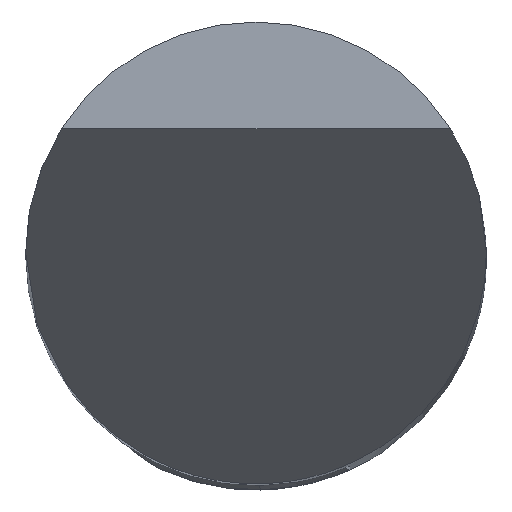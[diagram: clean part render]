
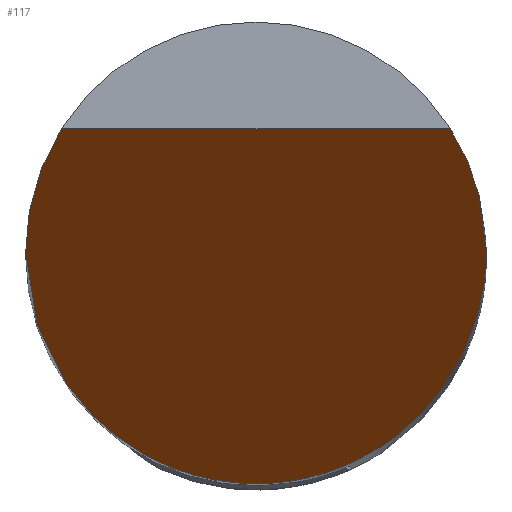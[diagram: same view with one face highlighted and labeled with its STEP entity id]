
A CAD part, top view. The second image highlights one B-rep face of the part: STEP entity #117.
In plain terms, the highlighted planar face has unit normal (0, -0.866, 0.5).
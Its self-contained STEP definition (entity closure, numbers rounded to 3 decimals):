
#117=ADVANCED_FACE('',(#167),#136,.F.);
#136=PLANE('',#743);
#167=FACE_OUTER_BOUND('',#205,.T.);
#205=EDGE_LOOP('',(#398,#399,#400,#401));
#398=ORIENTED_EDGE('',*,*,#562,.T.);
#399=ORIENTED_EDGE('',*,*,#579,.T.);
#400=ORIENTED_EDGE('',*,*,#564,.T.);
#401=ORIENTED_EDGE('',*,*,#596,.T.);
#483=VERTEX_POINT('',#1204);
#484=VERTEX_POINT('',#1209);
#485=VERTEX_POINT('',#1211);
#486=VERTEX_POINT('',#1216);
#562=EDGE_CURVE('',#484,#483,#660,.T.);
#564=EDGE_CURVE('',#486,#485,#661,.T.);
#579=EDGE_CURVE('',#483,#486,#666,.T.);
#596=EDGE_CURVE('',#485,#484,#624,.T.);
#624=LINE('',#1359,#644);
#644=VECTOR('',#866,1.);
#660=(
BOUNDED_CURVE()
B_SPLINE_CURVE(3,(#1205,#1206,#1207,#1208),.UNSPECIFIED.,.F.,.F.)
B_SPLINE_CURVE_WITH_KNOTS((4,4),(0.,1.),.UNSPECIFIED.)
CURVE()
GEOMETRIC_REPRESENTATION_ITEM()
RATIONAL_B_SPLINE_CURVE((1.,0.973,0.973,1.))
REPRESENTATION_ITEM('')
);
#661=(
BOUNDED_CURVE()
B_SPLINE_CURVE(3,(#1212,#1213,#1214,#1215),.UNSPECIFIED.,.F.,.F.)
B_SPLINE_CURVE_WITH_KNOTS((4,4),(0.,1.),.UNSPECIFIED.)
CURVE()
GEOMETRIC_REPRESENTATION_ITEM()
RATIONAL_B_SPLINE_CURVE((1.,0.973,0.973,1.))
REPRESENTATION_ITEM('')
);
#666=(
BOUNDED_CURVE()
B_SPLINE_CURVE(3,(#1269,#1270,#1271,#1272),.UNSPECIFIED.,.F.,.F.)
B_SPLINE_CURVE_WITH_KNOTS((4,4),(0.,1.),.UNSPECIFIED.)
CURVE()
GEOMETRIC_REPRESENTATION_ITEM()
RATIONAL_B_SPLINE_CURVE((1.,0.333,0.333,1.))
REPRESENTATION_ITEM('')
);
#743=AXIS2_PLACEMENT_3D('',#1361,#869,#870);
#866=DIRECTION('',(-1.,0.,0.));
#869=DIRECTION('',(0.,0.866,-0.5));
#870=DIRECTION('',(0.,0.5,0.866));
#1204=CARTESIAN_POINT('',(-3.5,0.,0.));
#1205=CARTESIAN_POINT('',(-2.955,1.876,3.25));
#1206=CARTESIAN_POINT('',(-3.313,1.312,2.272));
#1207=CARTESIAN_POINT('',(-3.5,0.669,1.159));
#1208=CARTESIAN_POINT('',(-3.5,0.,0.));
#1209=CARTESIAN_POINT('',(-2.955,1.876,3.25));
#1211=CARTESIAN_POINT('',(2.955,1.876,3.25));
#1212=CARTESIAN_POINT('',(3.5,0.,0.));
#1213=CARTESIAN_POINT('',(3.5,0.669,1.159));
#1214=CARTESIAN_POINT('',(3.313,1.312,2.272));
#1215=CARTESIAN_POINT('',(2.955,1.876,3.25));
#1216=CARTESIAN_POINT('',(3.5,0.,0.));
#1269=CARTESIAN_POINT('',(-3.5,0.,0.));
#1270=CARTESIAN_POINT('',(-3.5,-7.,-12.124));
#1271=CARTESIAN_POINT('',(3.5,-7.,-12.124));
#1272=CARTESIAN_POINT('',(3.5,0.,0.));
#1359=CARTESIAN_POINT('',(0.,1.876,3.25));
#1361=CARTESIAN_POINT('',(3.5,-3.5,-6.062));
